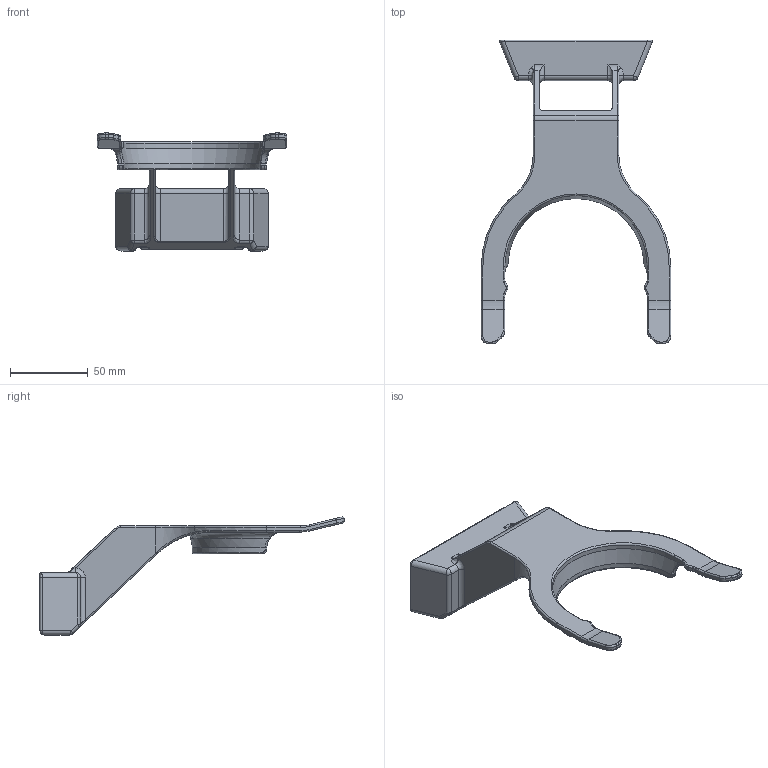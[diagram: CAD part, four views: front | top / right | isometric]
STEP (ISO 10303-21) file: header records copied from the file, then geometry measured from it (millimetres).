
FILE_DESCRIPTION(/* description */ ('STEP AP203'),/* implementation_level */ '2;1');
FILE_NAME(/* name */ '65eb90c32c166b6aef6d3776',/* time_stamp */ '2024-03-08T22:27:15Z',/* author */ (''),/* organization */ (''),/* preprocessor_version */ 'ST-DEVELOPER v19.4',/* originating_system */ ' ',/* authorisation */ ' ');
FILE_SCHEMA (('CONFIG_CONTROL_DESIGN'));
Length unit declared in the file: metre
Products named in the file (1): Cup Mount
Bounding box: 121.5 x 195 x 75.73 mm (x, y, z)
Volume: 90178.9 mm3; surface area: 41338.6 mm2
Topology: 1 solids, 1 shells, 331 faces, 789 edges, 436 vertices
Faces by surface type: cylinder 146, bspline 68, plane 53, torus 48, sphere 14, cone 2
Entity records: 10263 total; most frequent: CARTESIAN_POINT 2924, DIRECTION 1602, ORIENTED_EDGE 1534, EDGE_CURVE 767, AXIS2_PLACEMENT_3D 657, VERTEX_POINT 436, EDGE_LOOP 331, FACE_BOUND 331
